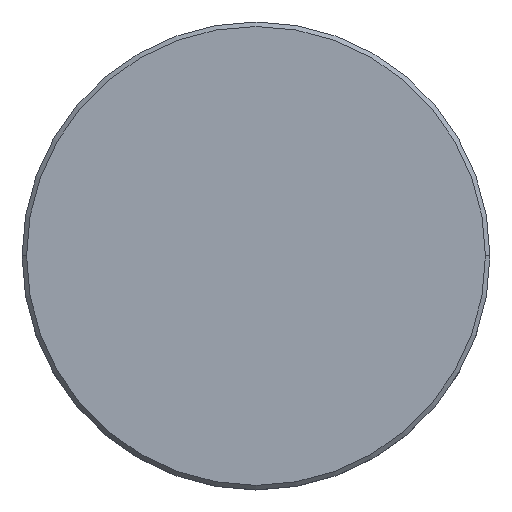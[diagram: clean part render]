
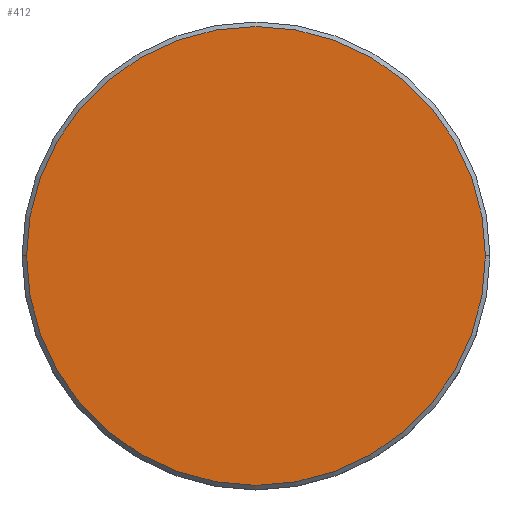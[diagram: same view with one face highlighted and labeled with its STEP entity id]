
A CAD part, top view. The second image highlights one B-rep face of the part: STEP entity #412.
In plain terms, the highlighted planar face has unit normal (0, 0, 1).
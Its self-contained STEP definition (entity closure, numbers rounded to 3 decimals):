
#21 = CARTESIAN_POINT ( 'NONE',  ( 0., 0., 0. ) ) ;
#74 = DIRECTION ( 'NONE',  ( 0., 0., 1. ) ) ;
#150 = DIRECTION ( 'NONE',  ( 0., 0., 1. ) ) ;
#218 = CIRCLE ( 'NONE', #895, 25.5 ) ;
#232 = EDGE_LOOP ( 'NONE', ( #424, #277 ) ) ;
#277 = ORIENTED_EDGE ( 'NONE', *, *, #667, .T. ) ;
#329 = DIRECTION ( 'NONE',  ( 1., 0., 0. ) ) ;
#369 = FACE_OUTER_BOUND ( 'NONE', #232, .T. ) ;
#412 = ADVANCED_FACE ( 'NONE', ( #369 ), #1011, .T. ) ;
#424 = ORIENTED_EDGE ( 'NONE', *, *, #611, .T. ) ;
#539 = CARTESIAN_POINT ( 'NONE',  ( 0., 0., 0. ) ) ;
#611 = EDGE_CURVE ( 'NONE', #1086, #1019, #932, .T. ) ;
#667 = EDGE_CURVE ( 'NONE', #1019, #1086, #218, .T. ) ;
#724 = DIRECTION ( 'NONE',  ( 0., 0., 1. ) ) ;
#811 = DIRECTION ( 'NONE',  ( 1., 0., 0. ) ) ;
#853 = CARTESIAN_POINT ( 'NONE',  ( 25.5, 0., 0. ) ) ;
#877 = AXIS2_PLACEMENT_3D ( 'NONE', #1166, #150, #329 ) ;
#895 = AXIS2_PLACEMENT_3D ( 'NONE', #539, #74, #811 ) ;
#899 = CARTESIAN_POINT ( 'NONE',  ( -25.5, 0., 0. ) ) ;
#932 = CIRCLE ( 'NONE', #877, 25.5 ) ;
#952 = AXIS2_PLACEMENT_3D ( 'NONE', #21, #724, #1101 ) ;
#1011 = PLANE ( 'NONE',  #952 ) ;
#1019 = VERTEX_POINT ( 'NONE', #853 ) ;
#1086 = VERTEX_POINT ( 'NONE', #899 ) ;
#1101 = DIRECTION ( 'NONE',  ( 1., 0., 0. ) ) ;
#1166 = CARTESIAN_POINT ( 'NONE',  ( 0., 0., 0. ) ) ;
